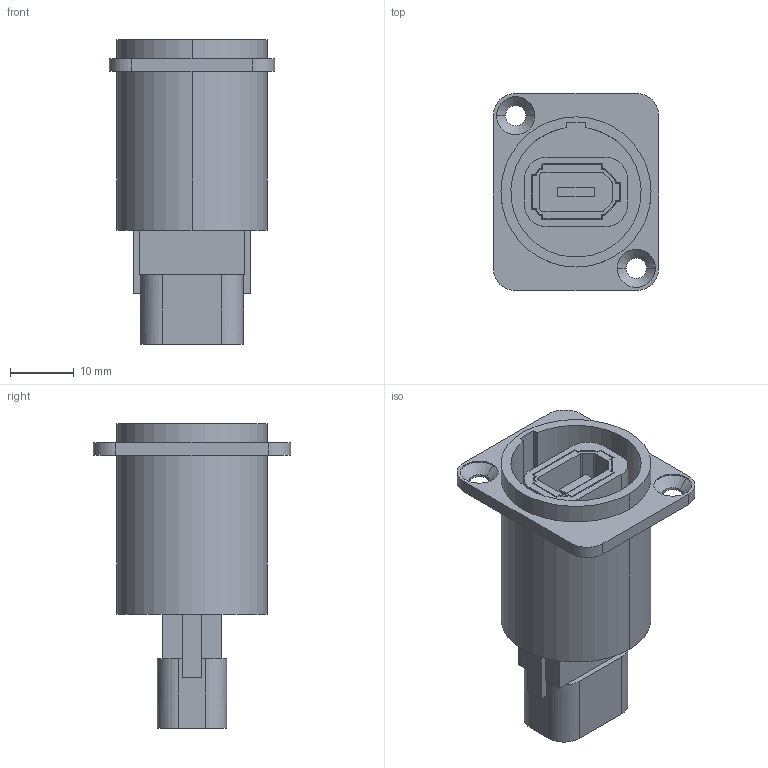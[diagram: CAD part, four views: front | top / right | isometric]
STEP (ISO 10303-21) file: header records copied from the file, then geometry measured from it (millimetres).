
FILE_DESCRIPTION((''),'2;1');
FILE_NAME('D-NA1394-6-W','2010-09-24T',('bej'),(''),'PRO/ENGINEER BY PARAMETRIC TECHNOLOGY CORPORATION, 2009220','PRO/ENGINEER BY PARAMETRIC TECHNOLOGY CORPORATION, 2009220','');
FILE_SCHEMA(('AUTOMOTIVE_DESIGN_CC2 { 1 2 10303 214 -1 1 5 2 }'));
Length unit declared in the file: millimetre
Products named in the file (1): D-NA1394-6-W
Bounding box: 26 x 31 x 47.95 mm (x, y, z)
Volume: 13007.7 mm3; surface area: 8823.4 mm2
Topology: 1 solids, 1 shells, 198 faces, 538 edges, 354 vertices
Faces by surface type: plane 132, cylinder 62, cone 4
Entity records: 6451 total; most frequent: CARTESIAN_POINT 1096, ORIENTED_EDGE 1076, DIRECTION 1060, EDGE_CURVE 538, VECTOR 408, LINE 408, VERTEX_POINT 354, AXIS2_PLACEMENT_3D 326
